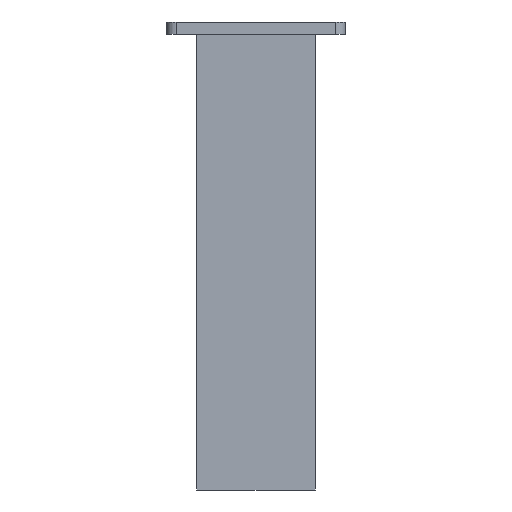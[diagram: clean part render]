
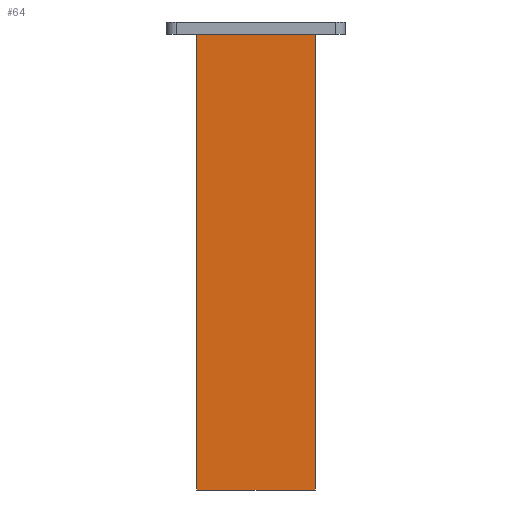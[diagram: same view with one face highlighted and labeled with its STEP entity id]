
A CAD part, front view. The second image highlights one B-rep face of the part: STEP entity #64.
In plain terms, the highlighted planar face has unit normal (0, -1, 0).
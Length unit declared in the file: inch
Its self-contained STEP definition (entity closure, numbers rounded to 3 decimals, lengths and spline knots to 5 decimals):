
#22 = AXIS2_PLACEMENT_3D ( 'NONE', #333, #475, #1154 ) ;
#64 = ADVANCED_FACE ( 'NONE', ( #803 ), #349, .T. ) ;
#91 = CARTESIAN_POINT ( 'NONE',  ( 0., -0.75008, -0.31496 ) ) ;
#112 = LINE ( 'NONE', #91, #178 ) ;
#147 = CARTESIAN_POINT ( 'NONE',  ( 1.50008, -0.75008, -11.81102 ) ) ;
#178 = VECTOR ( 'NONE', #449, 39.37008 ) ;
#239 = VERTEX_POINT ( 'NONE', #729 ) ;
#264 = VECTOR ( 'NONE', #350, 39.37008 ) ;
#333 = CARTESIAN_POINT ( 'NONE',  ( -1.50008, -0.75008, -11.81102 ) ) ;
#349 = PLANE ( 'NONE',  #22 ) ;
#350 = DIRECTION ( 'NONE',  ( 0., 0., 1. ) ) ;
#366 = VECTOR ( 'NONE', #731, 39.37008 ) ;
#429 = EDGE_CURVE ( 'NONE', #466, #1442, #112, .T. ) ;
#449 = DIRECTION ( 'NONE',  ( -1., 0., 0. ) ) ;
#462 = CARTESIAN_POINT ( 'NONE',  ( 1.50008, -0.75008, -0.31496 ) ) ;
#464 = LINE ( 'NONE', #704, #264 ) ;
#466 = VERTEX_POINT ( 'NONE', #462 ) ;
#475 = DIRECTION ( 'NONE',  ( 0., -1., 0. ) ) ;
#507 = DIRECTION ( 'NONE',  ( 1., 0., 0. ) ) ;
#646 = EDGE_LOOP ( 'NONE', ( #1321, #912, #1107, #1466 ) ) ;
#681 = VECTOR ( 'NONE', #507, 39.37008 ) ;
#682 = CARTESIAN_POINT ( 'NONE',  ( -1.50008, -0.75008, -0.31496 ) ) ;
#704 = CARTESIAN_POINT ( 'NONE',  ( -1.50008, -0.75008, -11.81102 ) ) ;
#729 = CARTESIAN_POINT ( 'NONE',  ( -1.50008, -0.75008, -11.81102 ) ) ;
#731 = DIRECTION ( 'NONE',  ( 0., 0., 1. ) ) ;
#802 = EDGE_CURVE ( 'NONE', #239, #1315, #1385, .T. ) ;
#803 = FACE_OUTER_BOUND ( 'NONE', #646, .T. ) ;
#912 = ORIENTED_EDGE ( 'NONE', *, *, #429, .T. ) ;
#1107 = ORIENTED_EDGE ( 'NONE', *, *, #1447, .F. ) ;
#1154 = DIRECTION ( 'NONE',  ( 0., 0., -1. ) ) ;
#1177 = CARTESIAN_POINT ( 'NONE',  ( 1.50008, -0.75008, -11.81102 ) ) ;
#1232 = EDGE_CURVE ( 'NONE', #1315, #466, #1433, .T. ) ;
#1315 = VERTEX_POINT ( 'NONE', #147 ) ;
#1321 = ORIENTED_EDGE ( 'NONE', *, *, #1232, .T. ) ;
#1385 = LINE ( 'NONE', #1392, #681 ) ;
#1392 = CARTESIAN_POINT ( 'NONE',  ( -1.50008, -0.75008, -11.81102 ) ) ;
#1433 = LINE ( 'NONE', #1177, #366 ) ;
#1442 = VERTEX_POINT ( 'NONE', #682 ) ;
#1447 = EDGE_CURVE ( 'NONE', #239, #1442, #464, .T. ) ;
#1466 = ORIENTED_EDGE ( 'NONE', *, *, #802, .T. ) ;
